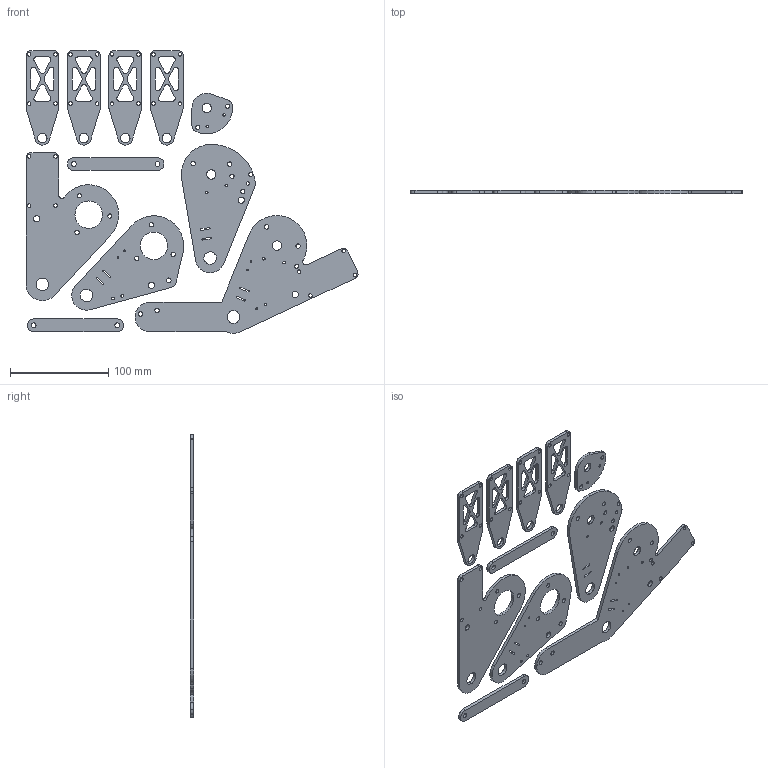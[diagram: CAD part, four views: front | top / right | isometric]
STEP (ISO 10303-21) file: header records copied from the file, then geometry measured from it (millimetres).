
FILE_DESCRIPTION (( 'STEP AP214' ), '1' );
FILE_NAME ('0.125CNCSetup2.STEP', '2022-05-24T20:54:58', ( '' ), ( '' ), 'SwSTEP 2.0', 'SolidWorks 2021', '' );
FILE_SCHEMA (( 'AUTOMOTIVE_DESIGN' ));
Length unit declared in the file: inch
Products named in the file (8): ShelfEncoder; 0.125CNCSetup2; SecondaryLeverMotorBeta; DistalPlate; PrimaryLeverEncoderBeta; PivotPlateBearingBeta; SecondaryLeverEncoderBeta; PrimaryLeverMotorBeta
Assembly tree (11 placements, depth 2):
  0.125CNCSetup2
    DistalPlate  x2
    PivotPlateBearingBeta  x4
    PrimaryLeverEncoderBeta
    PrimaryLeverMotorBeta
    SecondaryLeverEncoderBeta
    SecondaryLeverMotorBeta
    ShelfEncoder
Bounding box: 337.54 x 3.17 x 287.39 mm (x, y, z)
Volume: 136097 mm3; surface area: 103283 mm2
Topology: 11 solids, 11 shells, 412 faces, 1170 edges, 780 vertices
Faces by surface type: cylinder 289, plane 123
Entity records: 9402 total; most frequent: DIRECTION 1640, CARTESIAN_POINT 1468, ORIENTED_EDGE 1440, EDGE_CURVE 720, AXIS2_PLACEMENT_3D 652, VERTEX_POINT 480, EDGE_LOOP 398, CIRCLE 384
